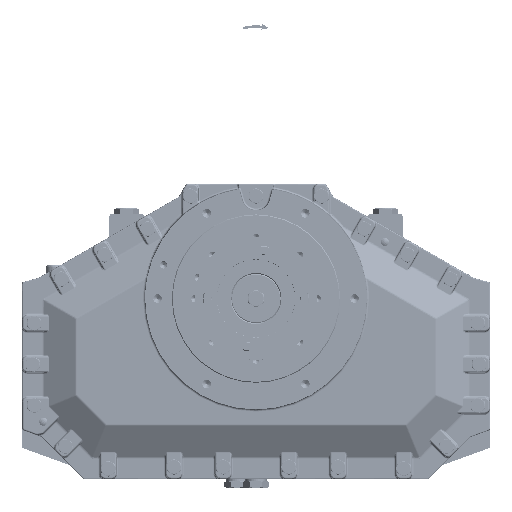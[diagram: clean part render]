
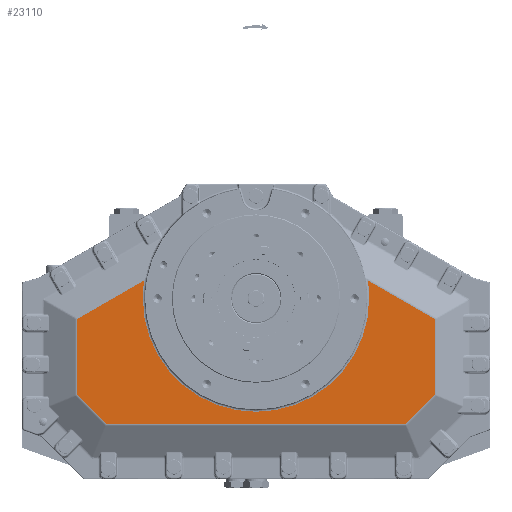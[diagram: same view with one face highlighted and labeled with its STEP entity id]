
A CAD part, top view. The second image highlights one B-rep face of the part: STEP entity #23110.
In plain terms, the highlighted planar face has unit normal (0, 0, 1).
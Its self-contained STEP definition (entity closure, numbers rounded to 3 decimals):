
#19241 = VERTEX_POINT ( 'NONE', #223179 ) ;
#19243 = EDGE_CURVE ( 'NONE', #19245, #19241, #223170, .T. ) ;
#19245 = VERTEX_POINT ( 'NONE', #223161 ) ;
#19352 = EDGE_CURVE ( 'NONE', #19354, #19245, #224174, .T. ) ;
#19354 = VERTEX_POINT ( 'NONE', #224165 ) ;
#23088 = EDGE_CURVE ( 'NONE', #23134, #23089, #248374, .T. ) ;
#23089 = VERTEX_POINT ( 'NONE', #248365 ) ;
#23090 = ORIENTED_EDGE ( 'NONE', *, *, #23091, .T. ) ;
#23091 = EDGE_CURVE ( 'NONE', #23089, #23092, #248353, .T. ) ;
#23092 = VERTEX_POINT ( 'NONE', #248342 ) ;
#23093 = ORIENTED_EDGE ( 'NONE', *, *, #23095, .T. ) ;
#23095 = EDGE_CURVE ( 'NONE', #23092, #23096, #248333, .T. ) ;
#23096 = VERTEX_POINT ( 'NONE', #248542 ) ;
#23097 = ORIENTED_EDGE ( 'NONE', *, *, #23098, .T. ) ;
#23098 = EDGE_CURVE ( 'NONE', #23096, #23099, #248533, .T. ) ;
#23099 = VERTEX_POINT ( 'NONE', #248521 ) ;
#23100 = ORIENTED_EDGE ( 'NONE', *, *, #23102, .T. ) ;
#23102 = EDGE_CURVE ( 'NONE', #23099, #23118, #248512, .T. ) ;
#23110 = ADVANCED_FACE ( 'NONE', ( #248610 ), #248562, .T. ) ;
#23114 = EDGE_LOOP ( 'NONE', ( #23115, #23120, #23122, #23124, #23130, #23136, #23090, #23093, #23097, #23100 ) ) ;
#23115 = ORIENTED_EDGE ( 'NONE', *, *, #23116, .T. ) ;
#23116 = EDGE_CURVE ( 'NONE', #23118, #19354, #248732, .T. ) ;
#23118 = VERTEX_POINT ( 'NONE', #248718 ) ;
#23120 = ORIENTED_EDGE ( 'NONE', *, *, #19352, .T. ) ;
#23122 = ORIENTED_EDGE ( 'NONE', *, *, #19243, .T. ) ;
#23124 = ORIENTED_EDGE ( 'NONE', *, *, #23126, .T. ) ;
#23126 = EDGE_CURVE ( 'NONE', #19241, #23128, #248710, .T. ) ;
#23128 = VERTEX_POINT ( 'NONE', #248700 ) ;
#23130 = ORIENTED_EDGE ( 'NONE', *, *, #23132, .T. ) ;
#23132 = EDGE_CURVE ( 'NONE', #23128, #23134, #248695, .T. ) ;
#23134 = VERTEX_POINT ( 'NONE', #248688 ) ;
#23136 = ORIENTED_EDGE ( 'NONE', *, *, #23088, .T. ) ;
#223161 = CARTESIAN_POINT ( 'NONE',  ( 137.828, 0., 33. ) ) ;
#223163 = DIRECTION ( 'NONE',  ( 1., 0., 0. ) ) ;
#223164 = DIRECTION ( 'NONE',  ( 0., 0., -1. ) ) ;
#223166 = CARTESIAN_POINT ( 'NONE',  ( 0., 0., 33. ) ) ;
#223167 = AXIS2_PLACEMENT_3D ( 'NONE', #223166, #223164, #223163 ) ;
#223170 = CIRCLE ( 'NONE', #223167, 137.828 ) ;
#223179 = CARTESIAN_POINT ( 'NONE',  ( -137.828, 0., 33. ) ) ;
#224165 = CARTESIAN_POINT ( 'NONE',  ( 136.02, 22.257, 33. ) ) ;
#224167 = DIRECTION ( 'NONE',  ( 1., 0., 0. ) ) ;
#224169 = DIRECTION ( 'NONE',  ( 0., 0., -1. ) ) ;
#224172 = AXIS2_PLACEMENT_3D ( 'NONE', #224207, #224169, #224167 ) ;
#224174 = CIRCLE ( 'NONE', #224172, 137.828 ) ;
#224207 = CARTESIAN_POINT ( 'NONE',  ( 0., 0., 33. ) ) ;
#248328 = VECTOR ( 'NONE', #248546, 1000. ) ;
#248330 = CARTESIAN_POINT ( 'NONE',  ( 181.694, -152.823, 33. ) ) ;
#248333 = LINE ( 'NONE', #248330, #248328 ) ;
#248342 = CARTESIAN_POINT ( 'NONE',  ( -182.174, -152.823, 33. ) ) ;
#248347 = DIRECTION ( 'NONE',  ( 0.707, -0.707, 0. ) ) ;
#248348 = VECTOR ( 'NONE', #248347, 1000. ) ;
#248350 = CARTESIAN_POINT ( 'NONE',  ( -182.514, -152.483, 33. ) ) ;
#248353 = LINE ( 'NONE', #248350, #248348 ) ;
#248365 = CARTESIAN_POINT ( 'NONE',  ( -217.823, -117.174, 33. ) ) ;
#248369 = DIRECTION ( 'NONE',  ( 0., -1., 0. ) ) ;
#248371 = VECTOR ( 'NONE', #248369, 1000. ) ;
#248373 = CARTESIAN_POINT ( 'NONE',  ( -217.823, -116.694, 33. ) ) ;
#248374 = LINE ( 'NONE', #248373, #248371 ) ;
#248508 = DIRECTION ( 'NONE',  ( 0., 1., 0. ) ) ;
#248509 = VECTOR ( 'NONE', #248508, 1000. ) ;
#248511 = CARTESIAN_POINT ( 'NONE',  ( 217.823, -25.643, 33. ) ) ;
#248512 = LINE ( 'NONE', #248511, #248509 ) ;
#248521 = CARTESIAN_POINT ( 'NONE',  ( 217.823, -117.174, 33. ) ) ;
#248525 = DIRECTION ( 'NONE',  ( 0.707, 0.707, 0. ) ) ;
#248528 = VECTOR ( 'NONE', #248525, 1000. ) ;
#248530 = CARTESIAN_POINT ( 'NONE',  ( 217.483, -117.514, 33. ) ) ;
#248533 = LINE ( 'NONE', #248530, #248528 ) ;
#248542 = CARTESIAN_POINT ( 'NONE',  ( 182.174, -152.823, 33. ) ) ;
#248546 = DIRECTION ( 'NONE',  ( 1., 0., 0. ) ) ;
#248551 = DIRECTION ( 'NONE',  ( 1., 0., 0. ) ) ;
#248554 = DIRECTION ( 'NONE',  ( 0., 0., 1. ) ) ;
#248555 = CARTESIAN_POINT ( 'NONE',  ( -259., -194., 33. ) ) ;
#248556 = AXIS2_PLACEMENT_3D ( 'NONE', #248555, #248554, #248551 ) ;
#248562 = PLANE ( 'NONE',  #248556 ) ;
#248610 = FACE_OUTER_BOUND ( 'NONE', #23114, .T. ) ;
#248688 = CARTESIAN_POINT ( 'NONE',  ( -217.823, -24.973, 33. ) ) ;
#248691 = DIRECTION ( 'NONE',  ( -0.866, -0.5, 0. ) ) ;
#248692 = VECTOR ( 'NONE', #248691, 1000. ) ;
#248694 = CARTESIAN_POINT ( 'NONE',  ( -217.243, -24.638, 33. ) ) ;
#248695 = LINE ( 'NONE', #248694, #248692 ) ;
#248700 = CARTESIAN_POINT ( 'NONE',  ( -136.02, 22.257, 33. ) ) ;
#248703 = DIRECTION ( 'NONE',  ( 1., 0., 0. ) ) ;
#248705 = DIRECTION ( 'NONE',  ( 0., 0., -1. ) ) ;
#248707 = CARTESIAN_POINT ( 'NONE',  ( 0., 0., 33. ) ) ;
#248708 = AXIS2_PLACEMENT_3D ( 'NONE', #248707, #248705, #248703 ) ;
#248710 = CIRCLE ( 'NONE', #248708, 137.828 ) ;
#248718 = CARTESIAN_POINT ( 'NONE',  ( 217.823, -24.973, 33. ) ) ;
#248724 = DIRECTION ( 'NONE',  ( -0.866, 0.5, 0. ) ) ;
#248726 = VECTOR ( 'NONE', #248724, 1000. ) ;
#248730 = CARTESIAN_POINT ( 'NONE',  ( 131.896, 24.638, 33. ) ) ;
#248732 = LINE ( 'NONE', #248730, #248726 ) ;
